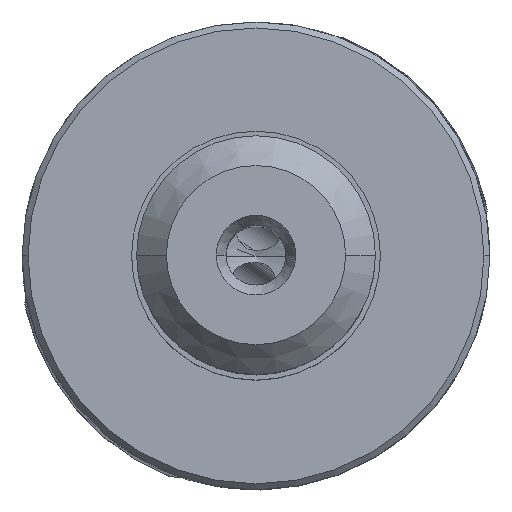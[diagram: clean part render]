
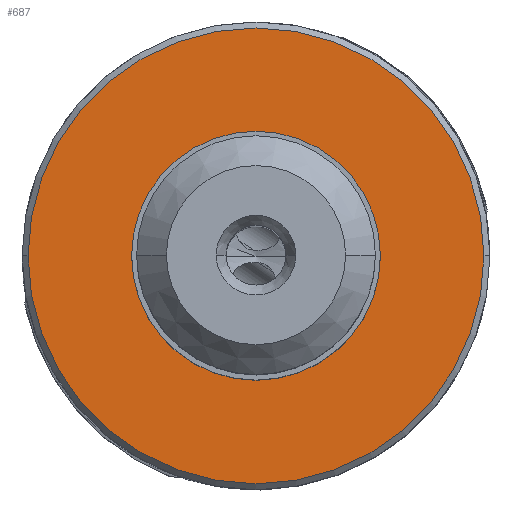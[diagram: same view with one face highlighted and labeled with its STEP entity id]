
A CAD part, top view. The second image highlights one B-rep face of the part: STEP entity #687.
In plain terms, the highlighted planar face has unit normal (0, 0, 1).
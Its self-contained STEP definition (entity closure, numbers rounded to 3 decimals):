
#105=FACE_BOUND('',#1336,.T.);
#106=FACE_BOUND('',#1337,.T.);
#687=ADVANCED_FACE('',(#105,#106),#924,.T.);
#924=PLANE('',#5647);
#1336=EDGE_LOOP('',(#2467,#2468,#2469));
#1337=EDGE_LOOP('',(#2470,#2471));
#1621=CIRCLE('',#5641,11.45);
#1622=CIRCLE('',#5643,11.45);
#1623=CIRCLE('',#5644,11.45);
#1624=CIRCLE('',#5645,6.25);
#1625=CIRCLE('',#5646,6.25);
#2467=ORIENTED_EDGE('',*,*,#4428,.F.);
#2468=ORIENTED_EDGE('',*,*,#4429,.F.);
#2469=ORIENTED_EDGE('',*,*,#4430,.F.);
#2470=ORIENTED_EDGE('',*,*,#4431,.F.);
#2471=ORIENTED_EDGE('',*,*,#4432,.F.);
#3782=VERTEX_POINT('',#10477);
#3783=VERTEX_POINT('',#10479);
#3784=VERTEX_POINT('',#10483);
#3785=VERTEX_POINT('',#10486);
#3786=VERTEX_POINT('',#10487);
#4428=EDGE_CURVE('',#3783,#3782,#1621,.T.);
#4429=EDGE_CURVE('',#3784,#3783,#1622,.T.);
#4430=EDGE_CURVE('',#3782,#3784,#1623,.T.);
#4431=EDGE_CURVE('',#3785,#3786,#1624,.T.);
#4432=EDGE_CURVE('',#3786,#3785,#1625,.T.);
#5641=AXIS2_PLACEMENT_3D('',#10480,#6612,#6613);
#5643=AXIS2_PLACEMENT_3D('',#10482,#6616,#6617);
#5644=AXIS2_PLACEMENT_3D('',#10484,#6618,#6619);
#5645=AXIS2_PLACEMENT_3D('',#10485,#6620,#6621);
#5646=AXIS2_PLACEMENT_3D('',#10488,#6622,#6623);
#5647=AXIS2_PLACEMENT_3D('',#10489,#6624,#6625);
#6612=DIRECTION('',(0.,0.,-1.));
#6613=DIRECTION('',(-1.,0.,0.));
#6616=DIRECTION('',(0.,0.,-1.));
#6617=DIRECTION('',(0.,-1.,0.));
#6618=DIRECTION('',(0.,0.,-1.));
#6619=DIRECTION('',(1.,0.,0.));
#6620=DIRECTION('',(0.,0.,1.));
#6621=DIRECTION('',(1.,0.,0.));
#6622=DIRECTION('',(0.,0.,1.));
#6623=DIRECTION('',(-1.,0.,0.));
#6624=DIRECTION('',(0.,0.,1.));
#6625=DIRECTION('',(-1.,0.,0.));
#10477=CARTESIAN_POINT('',(11.45,0.,0.));
#10479=CARTESIAN_POINT('',(-11.45,0.,0.));
#10480=CARTESIAN_POINT('',(0.,0.,0.));
#10482=CARTESIAN_POINT('',(0.,0.,0.));
#10483=CARTESIAN_POINT('',(0.,-11.45,0.));
#10484=CARTESIAN_POINT('',(0.,0.,0.));
#10485=CARTESIAN_POINT('',(0.,0.,0.));
#10486=CARTESIAN_POINT('',(6.25,0.,0.));
#10487=CARTESIAN_POINT('',(-6.25,0.,0.));
#10488=CARTESIAN_POINT('',(0.,0.,0.));
#10489=CARTESIAN_POINT('',(0.,0.001,0.));
